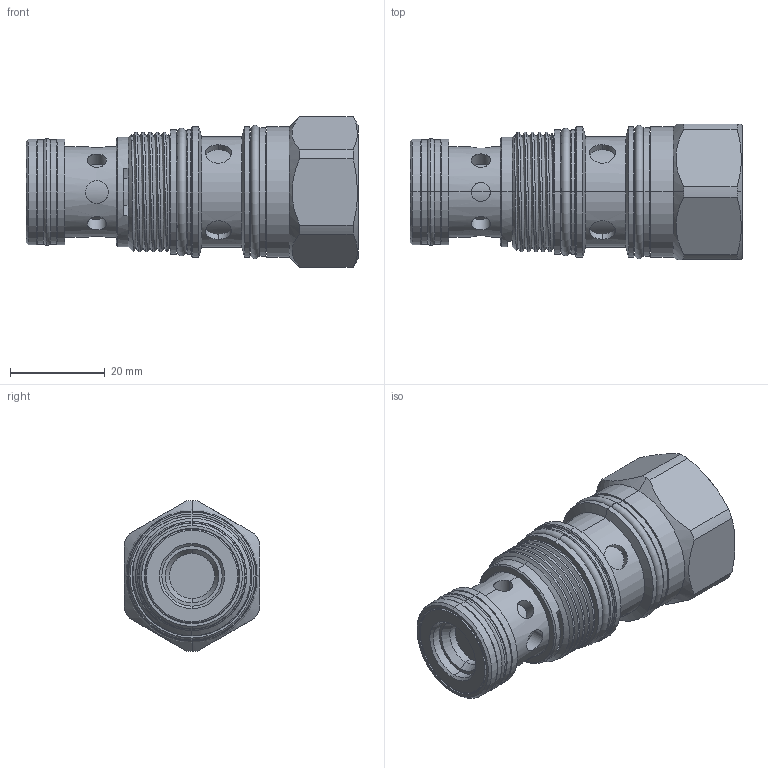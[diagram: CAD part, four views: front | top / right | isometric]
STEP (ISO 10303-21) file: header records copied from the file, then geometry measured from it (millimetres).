
FILE_DESCRIPTION (( 'STEP AP203' ), '1' );
FILE_NAME ('PP2A30-8.STEP', '2016-07-26T08:19:51', ( '' ), ( '' ), 'SwSTEP 2.0', 'SolidWorks 2012', '' );
FILE_SCHEMA (( 'CONFIG_CONTROL_DESIGN' ));
Length unit declared in the file: millimetre
Products named in the file (1): PP2A30-8
Bounding box: 69.92 x 28.57 x 31.8 mm (x, y, z)
Volume: 30654 mm3; surface area: 12078 mm2
Topology: 5 solids, 6 shells, 239 faces, 522 edges, 321 vertices
Faces by surface type: cylinder 131, cone 41, plane 37, torus 26, bspline 4
Entity records: 10805 total; most frequent: CARTESIAN_POINT 5582, DIRECTION 1106, ORIENTED_EDGE 1044, EDGE_CURVE 522, AXIS2_PLACEMENT_3D 469, VERTEX_POINT 321, EDGE_LOOP 273, FACE_OUTER_BOUND 239
